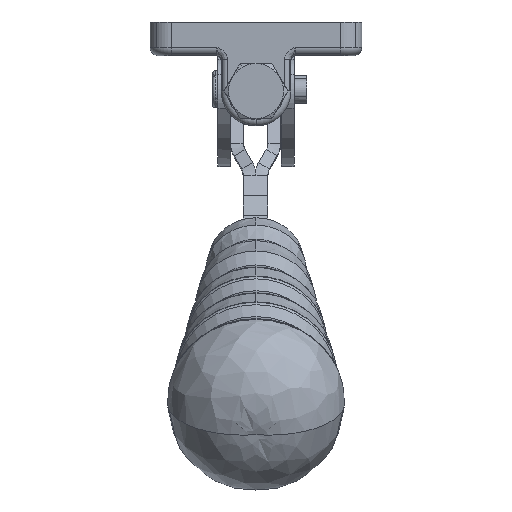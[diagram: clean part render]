
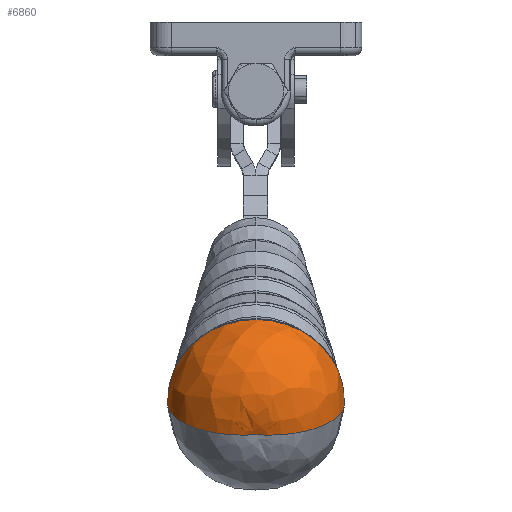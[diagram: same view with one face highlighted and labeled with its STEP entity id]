
A CAD part, left-side view. The second image highlights one B-rep face of the part: STEP entity #6860.
In plain terms, the highlighted free-form (B-spline) face has degree [2, 2] with [5, 9] control points.
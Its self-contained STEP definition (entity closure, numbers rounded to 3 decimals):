
#6769=CARTESIAN_POINT('',(-35.051,14.343,-89.502));
#6770=CARTESIAN_POINT('',(-36.808,26.002,-90.312));
#6771=CARTESIAN_POINT('',(-27.792,32.412,-86.154));
#6772=CARTESIAN_POINT('',(-18.777,38.823,-81.995));
#6773=CARTESIAN_POINT('',(-9.851,32.261,-77.879));
#6774=CARTESIAN_POINT('',(-35.051,14.343,-89.502));
#6775=CARTESIAN_POINT('',(-31.925,26.002,-100.899));
#6776=CARTESIAN_POINT('',(-20.224,32.412,-102.562));
#6777=CARTESIAN_POINT('',(-8.524,38.823,-104.224));
#6778=CARTESIAN_POINT('',(-2.347,32.261,-94.149));
#6779=CARTESIAN_POINT('',(-35.051,14.343,-89.502));
#6780=CARTESIAN_POINT('',(-31.925,14.343,-100.899));
#6781=CARTESIAN_POINT('',(-20.224,14.343,-102.562));
#6782=CARTESIAN_POINT('',(-8.524,14.343,-104.224));
#6783=CARTESIAN_POINT('',(-2.347,14.343,-94.149));
#6784=CARTESIAN_POINT('',(-35.051,14.343,-89.502));
#6785=CARTESIAN_POINT('',(-31.925,2.685,-100.899));
#6786=CARTESIAN_POINT('',(-20.224,-3.726,-102.562));
#6787=CARTESIAN_POINT('',(-8.524,-10.136,-104.224));
#6788=CARTESIAN_POINT('',(-2.347,-3.574,-94.149));
#6789=CARTESIAN_POINT('',(-35.051,14.343,-89.502));
#6790=CARTESIAN_POINT('',(-36.808,2.685,-90.312));
#6791=CARTESIAN_POINT('',(-27.792,-3.726,-86.154));
#6792=CARTESIAN_POINT('',(-18.777,-10.136,-81.995));
#6793=CARTESIAN_POINT('',(-9.851,-3.574,-77.879));
#6794=CARTESIAN_POINT('',(-35.051,14.343,-89.502));
#6795=CARTESIAN_POINT('',(-41.691,2.685,-79.726));
#6796=CARTESIAN_POINT('',(-35.361,-3.726,-69.746));
#6797=CARTESIAN_POINT('',(-29.03,-10.136,-59.767));
#6798=CARTESIAN_POINT('',(-17.356,-3.574,-61.608));
#6799=CARTESIAN_POINT('',(-35.051,14.343,-89.502));
#6800=CARTESIAN_POINT('',(-41.691,14.343,-79.726));
#6801=CARTESIAN_POINT('',(-35.361,14.343,-69.746));
#6802=CARTESIAN_POINT('',(-29.03,14.343,-59.767));
#6803=CARTESIAN_POINT('',(-17.356,14.343,-61.608));
#6804=CARTESIAN_POINT('',(-35.051,14.343,-89.502));
#6805=CARTESIAN_POINT('',(-41.691,26.002,-79.726));
#6806=CARTESIAN_POINT('',(-35.361,32.412,-69.746));
#6807=CARTESIAN_POINT('',(-29.03,38.823,-59.767));
#6808=CARTESIAN_POINT('',(-17.356,32.261,-61.608));
#6809=CARTESIAN_POINT('',(-35.051,14.343,-89.502));
#6810=CARTESIAN_POINT('',(-36.808,26.002,-90.312));
#6811=CARTESIAN_POINT('',(-27.792,32.412,-86.154));
#6812=CARTESIAN_POINT('',(-18.777,38.823,-81.995));
#6813=CARTESIAN_POINT('',(-9.851,32.261,-77.879));
#6821=(BOUNDED_SURFACE()B_SPLINE_SURFACE(2,2,((#6769,#6774,#6779,#6784,#6789,#6794,#6799,#6804,#6809),(#6770,#6775,#6780,#6785,#6790,#6795,#6800,#6805,#6810),(#6771,#6776,#6781,#6786,#6791,#6796,#6801,#6806,#6811),(#6772,#6777,#6782,#6787,#6792,#6797,#6802,#6807,#6812),(#6773,#6778,#6783,#6788,#6793,#6798,#6803,#6808,#6813)),.UNSPECIFIED.,.F.,.T.,.U.)B_SPLINE_SURFACE_WITH_KNOTS((3,2,3),(3,2,2,2,3),(-1.735,-0.573,0.589),(0.0,1.571,3.142,4.712,6.283),.UNSPECIFIED.)GEOMETRIC_REPRESENTATION_ITEM()RATIONAL_B_SPLINE_SURFACE(((1.0,0.707,1.0,0.707,1.0,0.707,1.0,0.707,1.0),(0.836,0.591,0.836,0.591,0.836,0.591,0.836,0.591,0.836),(1.0,0.707,1.0,0.707,1.0,0.707,1.0,0.707,1.0),(0.836,0.591,0.836,0.591,0.836,0.591,0.836,0.591,0.836),(1.0,0.707,1.0,0.707,1.0,0.707,1.0,0.707,1.0)))REPRESENTATION_ITEM('')SURFACE());
#6822=CARTESIAN_POINT('',(-17.045,35.171,-81.196));
#6823=VERTEX_POINT('',#6822);
#6824=CARTESIAN_POINT('',(-35.051,14.343,-89.502));
#6825=VERTEX_POINT('',#6824);
#6826=CARTESIAN_POINT('',(-18.927,17.29,-82.064));
#6827=DIRECTION('',(-0.419,0.0,0.908));
#6828=DIRECTION('',(0.0,1.0,0.0));
#6829=AXIS2_PLACEMENT_3D('',#6826,#6827,#6828);
#6830=CIRCLE('',#6829,18.);
#6831=EDGE_CURVE('',#6823,#6825,#6830,.T.);
#6832=ORIENTED_EDGE('',*,*,#6831,.T.);
#6833=CARTESIAN_POINT('',(-17.045,-6.484,-81.196));
#6834=VERTEX_POINT('',#6833);
#6835=CARTESIAN_POINT('',(-18.927,11.396,-82.064));
#6836=DIRECTION('',(-0.419,0.0,0.908));
#6837=DIRECTION('',(0.0,-1.0,0.0));
#6838=AXIS2_PLACEMENT_3D('',#6835,#6836,#6837);
#6839=CIRCLE('',#6838,18.);
#6840=EDGE_CURVE('',#6825,#6834,#6839,.T.);
#6841=ORIENTED_EDGE('',*,*,#6840,.T.);
#6842=CARTESIAN_POINT('',(-25.768,14.343,-62.284));
#6843=VERTEX_POINT('',#6842);
#6844=CARTESIAN_POINT('',(-17.045,14.343,-81.196));
#6845=DIRECTION('',(0.908,0.,0.419));
#6846=DIRECTION('',(0.419,0.,-0.908));
#6847=AXIS2_PLACEMENT_3D('',#6844,#6845,#6846);
#6848=CIRCLE('',#6847,20.827);
#6849=EDGE_CURVE('',#6843,#6834,#6848,.T.);
#6850=ORIENTED_EDGE('',*,*,#6849,.F.);
#6851=CARTESIAN_POINT('',(-17.045,14.343,-81.196));
#6852=DIRECTION('',(0.908,0.,0.419));
#6853=DIRECTION('',(0.419,0.,-0.908));
#6854=AXIS2_PLACEMENT_3D('',#6851,#6852,#6853);
#6855=CIRCLE('',#6854,20.827);
#6856=EDGE_CURVE('',#6823,#6843,#6855,.T.);
#6857=ORIENTED_EDGE('',*,*,#6856,.F.);
#6858=EDGE_LOOP('',(#6832,#6841,#6850,#6857));
#6859=FACE_OUTER_BOUND('',#6858,.T.);
#6860=ADVANCED_FACE('',(#6859),#6821,.T.);
